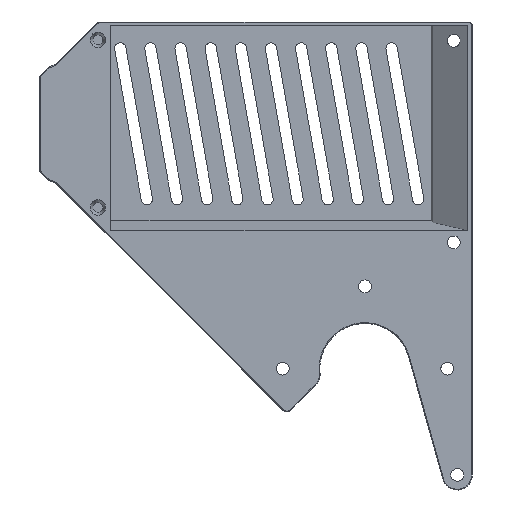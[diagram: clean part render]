
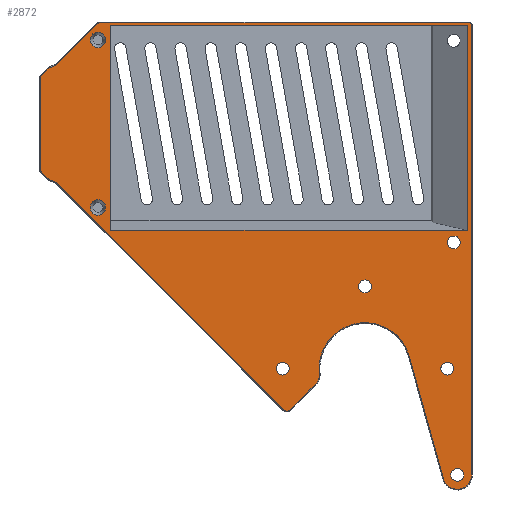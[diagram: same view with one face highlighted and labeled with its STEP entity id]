
A CAD part, front view. The second image highlights one B-rep face of the part: STEP entity #2872.
In plain terms, the highlighted planar face has unit normal (0, -1, 0).
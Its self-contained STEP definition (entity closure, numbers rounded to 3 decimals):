
#96=FACE_BOUND('',#306,.T.);
#97=FACE_BOUND('',#307,.T.);
#98=FACE_BOUND('',#308,.T.);
#99=FACE_BOUND('',#309,.T.);
#100=FACE_BOUND('',#310,.T.);
#101=FACE_BOUND('',#311,.T.);
#102=FACE_BOUND('',#312,.T.);
#103=FACE_BOUND('',#313,.T.);
#131=FACE_OUTER_BOUND('',#305,.T.);
#305=EDGE_LOOP('',(#1922,#1923,#1924,#1925,#1926,#1927,#1928,#1929,#1930,
#1931,#1932,#1933,#1934,#1935,#1936,#1937,#1938));
#306=EDGE_LOOP('',(#1939));
#307=EDGE_LOOP('',(#1940));
#308=EDGE_LOOP('',(#1941));
#309=EDGE_LOOP('',(#1942));
#310=EDGE_LOOP('',(#1943));
#311=EDGE_LOOP('',(#1944));
#312=EDGE_LOOP('',(#1945,#1946,#1947,#1948));
#313=EDGE_LOOP('',(#1949));
#514=CIRCLE('',#3061,1.3);
#515=CIRCLE('',#3062,3.8);
#516=CIRCLE('',#3063,12.2);
#517=CIRCLE('',#3064,3.8);
#518=CIRCLE('',#3065,0.8);
#519=CIRCLE('',#3066,0.8);
#520=CIRCLE('',#3067,1.7);
#521=CIRCLE('',#3068,1.7);
#522=CIRCLE('',#3069,1.7);
#523=CIRCLE('',#3070,1.7);
#524=CIRCLE('',#3071,2.05);
#525=CIRCLE('',#3072,2.05);
#526=CIRCLE('',#3073,1.7);
#631=LINE('',#4255,#935);
#632=LINE('',#4257,#936);
#633=LINE('',#4261,#937);
#634=LINE('',#4267,#938);
#635=LINE('',#4271,#939);
#636=LINE('',#4275,#940);
#637=LINE('',#4279,#941);
#638=LINE('',#4281,#942);
#639=LINE('',#4283,#943);
#640=LINE('',#4285,#944);
#641=LINE('',#4286,#945);
#642=LINE('',#4301,#946);
#643=LINE('',#4303,#947);
#644=LINE('',#4305,#948);
#645=LINE('',#4306,#949);
#935=VECTOR('',#3359,2.033);
#936=VECTOR('',#3360,85.227);
#937=VECTOR('',#3363,9.348);
#938=VECTOR('',#3368,33.745);
#939=VECTOR('',#3371,119.202);
#940=VECTOR('',#3374,97.907);
#941=VECTOR('',#3377,15.496);
#942=VECTOR('',#3378,2.033);
#943=VECTOR('',#3379,3.271);
#944=VECTOR('',#3380,25.034);
#945=VECTOR('',#3381,3.271);
#946=VECTOR('',#3394,54.502);
#947=VECTOR('',#3395,94.5);
#948=VECTOR('',#3396,54.502);
#949=VECTOR('',#3397,94.5);
#1239=VERTEX_POINT('',#4253);
#1240=VERTEX_POINT('',#4254);
#1241=VERTEX_POINT('',#4256);
#1242=VERTEX_POINT('',#4258);
#1243=VERTEX_POINT('',#4260);
#1244=VERTEX_POINT('',#4262);
#1245=VERTEX_POINT('',#4264);
#1246=VERTEX_POINT('',#4266);
#1247=VERTEX_POINT('',#4268);
#1248=VERTEX_POINT('',#4270);
#1249=VERTEX_POINT('',#4272);
#1250=VERTEX_POINT('',#4274);
#1251=VERTEX_POINT('',#4276);
#1252=VERTEX_POINT('',#4278);
#1253=VERTEX_POINT('',#4280);
#1254=VERTEX_POINT('',#4282);
#1255=VERTEX_POINT('',#4284);
#1256=VERTEX_POINT('',#4287);
#1257=VERTEX_POINT('',#4289);
#1258=VERTEX_POINT('',#4291);
#1259=VERTEX_POINT('',#4293);
#1260=VERTEX_POINT('',#4295);
#1261=VERTEX_POINT('',#4297);
#1262=VERTEX_POINT('',#4299);
#1263=VERTEX_POINT('',#4300);
#1264=VERTEX_POINT('',#4302);
#1265=VERTEX_POINT('',#4304);
#1266=VERTEX_POINT('',#4307);
#1496=EDGE_CURVE('',#1239,#1240,#631,.T.);
#1497=EDGE_CURVE('',#1239,#1241,#632,.T.);
#1498=EDGE_CURVE('',#1241,#1242,#514,.T.);
#1499=EDGE_CURVE('',#1242,#1243,#633,.T.);
#1500=EDGE_CURVE('',#1243,#1244,#515,.T.);
#1501=EDGE_CURVE('',#1244,#1245,#516,.T.);
#1502=EDGE_CURVE('',#1245,#1246,#634,.T.);
#1503=EDGE_CURVE('',#1246,#1247,#517,.T.);
#1504=EDGE_CURVE('',#1247,#1248,#635,.T.);
#1505=EDGE_CURVE('',#1248,#1249,#518,.T.);
#1506=EDGE_CURVE('',#1249,#1250,#636,.T.);
#1507=EDGE_CURVE('',#1250,#1251,#519,.T.);
#1508=EDGE_CURVE('',#1251,#1252,#637,.T.);
#1509=EDGE_CURVE('',#1253,#1252,#638,.T.);
#1510=EDGE_CURVE('',#1253,#1254,#639,.T.);
#1511=EDGE_CURVE('',#1254,#1255,#640,.T.);
#1512=EDGE_CURVE('',#1255,#1240,#641,.T.);
#1513=EDGE_CURVE('',#1256,#1256,#520,.T.);
#1514=EDGE_CURVE('',#1257,#1257,#521,.T.);
#1515=EDGE_CURVE('',#1258,#1258,#522,.T.);
#1516=EDGE_CURVE('',#1259,#1259,#523,.T.);
#1517=EDGE_CURVE('',#1260,#1260,#524,.T.);
#1518=EDGE_CURVE('',#1261,#1261,#525,.T.);
#1519=EDGE_CURVE('',#1262,#1263,#642,.T.);
#1520=EDGE_CURVE('',#1263,#1264,#643,.T.);
#1521=EDGE_CURVE('',#1264,#1265,#644,.T.);
#1522=EDGE_CURVE('',#1265,#1262,#645,.T.);
#1523=EDGE_CURVE('',#1266,#1266,#526,.T.);
#1922=ORIENTED_EDGE('',*,*,#1496,.F.);
#1923=ORIENTED_EDGE('',*,*,#1497,.T.);
#1924=ORIENTED_EDGE('',*,*,#1498,.T.);
#1925=ORIENTED_EDGE('',*,*,#1499,.T.);
#1926=ORIENTED_EDGE('',*,*,#1500,.T.);
#1927=ORIENTED_EDGE('',*,*,#1501,.T.);
#1928=ORIENTED_EDGE('',*,*,#1502,.T.);
#1929=ORIENTED_EDGE('',*,*,#1503,.T.);
#1930=ORIENTED_EDGE('',*,*,#1504,.T.);
#1931=ORIENTED_EDGE('',*,*,#1505,.T.);
#1932=ORIENTED_EDGE('',*,*,#1506,.T.);
#1933=ORIENTED_EDGE('',*,*,#1507,.T.);
#1934=ORIENTED_EDGE('',*,*,#1508,.T.);
#1935=ORIENTED_EDGE('',*,*,#1509,.F.);
#1936=ORIENTED_EDGE('',*,*,#1510,.T.);
#1937=ORIENTED_EDGE('',*,*,#1511,.T.);
#1938=ORIENTED_EDGE('',*,*,#1512,.T.);
#1939=ORIENTED_EDGE('',*,*,#1513,.T.);
#1940=ORIENTED_EDGE('',*,*,#1514,.T.);
#1941=ORIENTED_EDGE('',*,*,#1515,.T.);
#1942=ORIENTED_EDGE('',*,*,#1516,.T.);
#1943=ORIENTED_EDGE('',*,*,#1517,.T.);
#1944=ORIENTED_EDGE('',*,*,#1518,.T.);
#1945=ORIENTED_EDGE('',*,*,#1519,.T.);
#1946=ORIENTED_EDGE('',*,*,#1520,.T.);
#1947=ORIENTED_EDGE('',*,*,#1521,.T.);
#1948=ORIENTED_EDGE('',*,*,#1522,.T.);
#1949=ORIENTED_EDGE('',*,*,#1523,.T.);
#2774=PLANE('',#3060);
#2872=ADVANCED_FACE('',(#131,#96,#97,#98,#99,#100,#101,#102,#103),#2774,
 .F.);
#3060=AXIS2_PLACEMENT_3D('',#4252,#3357,#3358);
#3061=AXIS2_PLACEMENT_3D('',#4259,#3361,#3362);
#3062=AXIS2_PLACEMENT_3D('',#4263,#3364,#3365);
#3063=AXIS2_PLACEMENT_3D('',#4265,#3366,#3367);
#3064=AXIS2_PLACEMENT_3D('',#4269,#3369,#3370);
#3065=AXIS2_PLACEMENT_3D('',#4273,#3372,#3373);
#3066=AXIS2_PLACEMENT_3D('',#4277,#3375,#3376);
#3067=AXIS2_PLACEMENT_3D('',#4288,#3382,#3383);
#3068=AXIS2_PLACEMENT_3D('',#4290,#3384,#3385);
#3069=AXIS2_PLACEMENT_3D('',#4292,#3386,#3387);
#3070=AXIS2_PLACEMENT_3D('',#4294,#3388,#3389);
#3071=AXIS2_PLACEMENT_3D('',#4296,#3390,#3391);
#3072=AXIS2_PLACEMENT_3D('',#4298,#3392,#3393);
#3073=AXIS2_PLACEMENT_3D('',#4308,#3398,#3399);
#3357=DIRECTION('center_axis',(0.,1.,0.));
#3358=DIRECTION('ref_axis',(-1.,0.,0.));
#3359=DIRECTION('',(-0.924,0.,0.383));
#3360=DIRECTION('',(0.707,0.,-0.707));
#3361=DIRECTION('center_axis',(0.,-1.,0.));
#3362=DIRECTION('ref_axis',(-0.707,0.,-0.707));
#3363=DIRECTION('',(0.707,0.,0.707));
#3364=DIRECTION('center_axis',(0.,-1.,0.));
#3365=DIRECTION('ref_axis',(0.707,0.,-0.707));
#3366=DIRECTION('center_axis',(0.,1.,0.));
#3367=DIRECTION('ref_axis',(-0.995,0.,-0.098));
#3368=DIRECTION('',(0.269,0.,-0.963));
#3369=DIRECTION('center_axis',(0.,-1.,0.));
#3370=DIRECTION('ref_axis',(-0.963,0.,-0.269));
#3371=DIRECTION('',(0.,0.,1.));
#3372=DIRECTION('center_axis',(0.,-1.,0.));
#3373=DIRECTION('ref_axis',(1.,0.,0.));
#3374=DIRECTION('',(-1.,0.,0.));
#3375=DIRECTION('center_axis',(0.,-1.,0.));
#3376=DIRECTION('ref_axis',(0.,0.,1.));
#3377=DIRECTION('',(-0.707,0.,-0.707));
#3378=DIRECTION('',(0.924,0.,0.383));
#3379=DIRECTION('',(-0.707,0.,-0.707));
#3380=DIRECTION('',(0.,0.,-1.));
#3381=DIRECTION('',(0.707,0.,-0.707));
#3382=DIRECTION('center_axis',(0.,1.,0.));
#3383=DIRECTION('ref_axis',(1.,0.,0.));
#3384=DIRECTION('center_axis',(0.,1.,0.));
#3385=DIRECTION('ref_axis',(-1.,0.,0.));
#3386=DIRECTION('center_axis',(0.,1.,0.));
#3387=DIRECTION('ref_axis',(0.,0.,1.));
#3388=DIRECTION('center_axis',(0.,1.,0.));
#3389=DIRECTION('ref_axis',(0.,0.,1.));
#3390=DIRECTION('center_axis',(0.,1.,0.));
#3391=DIRECTION('ref_axis',(-1.,0.,0.));
#3392=DIRECTION('center_axis',(0.,1.,0.));
#3393=DIRECTION('ref_axis',(-1.,0.,0.));
#3394=DIRECTION('',(0.,0.,-1.));
#3395=DIRECTION('',(-1.,0.,0.));
#3396=DIRECTION('',(0.,0.,1.));
#3397=DIRECTION('',(1.,0.,0.));
#3398=DIRECTION('center_axis',(0.,1.,0.));
#3399=DIRECTION('ref_axis',(0.,0.,1.));
#4252=CARTESIAN_POINT('Origin',(0.,15.,0.));
#4253=CARTESIAN_POINT('',(-125.53,15.,-15.608));
#4254=CARTESIAN_POINT('',(-127.408,15.,-14.83));
#4255=CARTESIAN_POINT('',(-125.53,15.,-15.608));
#4256=CARTESIAN_POINT('',(-65.266,15.,-75.873));
#4257=CARTESIAN_POINT('',(-125.53,15.,-15.608));
#4258=CARTESIAN_POINT('',(-63.427,15.,-75.873));
#4259=CARTESIAN_POINT('Origin',(-64.347,15.,-74.953));
#4260=CARTESIAN_POINT('',(-56.817,15.,-69.262));
#4261=CARTESIAN_POINT('',(-63.427,15.,-75.873));
#4262=CARTESIAN_POINT('',(-55.723,15.,-66.201));
#4263=CARTESIAN_POINT('Origin',(-59.504,15.,-66.575));
#4264=CARTESIAN_POINT('',(-31.831,15.,-61.721));
#4265=CARTESIAN_POINT('Origin',(-43.582,15.,-65.));
#4266=CARTESIAN_POINT('',(-22.76,15.,-94.223));
#4267=CARTESIAN_POINT('',(-31.831,15.,-61.721));
#4268=CARTESIAN_POINT('',(-15.3,15.,-93.202));
#4269=CARTESIAN_POINT('Origin',(-19.1,15.,-93.202));
#4270=CARTESIAN_POINT('',(-15.3,15.,26.));
#4271=CARTESIAN_POINT('',(-15.3,15.,-93.202));
#4272=CARTESIAN_POINT('',(-16.1,15.,26.8));
#4273=CARTESIAN_POINT('Origin',(-16.1,15.,26.));
#4274=CARTESIAN_POINT('',(-114.007,15.,26.8));
#4275=CARTESIAN_POINT('',(-16.1,15.,26.8));
#4276=CARTESIAN_POINT('',(-114.573,15.,26.566));
#4277=CARTESIAN_POINT('Origin',(-114.007,15.,26.));
#4278=CARTESIAN_POINT('',(-125.53,15.,15.608));
#4279=CARTESIAN_POINT('',(-114.573,15.,26.566));
#4280=CARTESIAN_POINT('',(-127.408,15.,14.83));
#4281=CARTESIAN_POINT('',(-127.408,15.,14.83));
#4282=CARTESIAN_POINT('',(-129.721,15.,12.517));
#4283=CARTESIAN_POINT('',(-127.408,15.,14.83));
#4284=CARTESIAN_POINT('',(-129.721,15.,-12.517));
#4285=CARTESIAN_POINT('',(-129.721,15.,12.517));
#4286=CARTESIAN_POINT('',(-129.721,15.,-12.517));
#4287=CARTESIAN_POINT('',(-23.448,15.,-65.));
#4288=CARTESIAN_POINT('Origin',(-21.748,15.,-65.));
#4289=CARTESIAN_POINT('',(-63.716,15.,-65.));
#4290=CARTESIAN_POINT('Origin',(-65.416,15.,-65.));
#4291=CARTESIAN_POINT('',(-19.1,15.,-94.902));
#4292=CARTESIAN_POINT('Origin',(-19.1,15.,-93.202));
#4293=CARTESIAN_POINT('',(-20.,15.,-33.2));
#4294=CARTESIAN_POINT('Origin',(-20.,15.,-31.5));
#4295=CARTESIAN_POINT('',(-114.45,15.,24.3));
#4296=CARTESIAN_POINT('Origin',(-114.45,15.,22.25));
#4297=CARTESIAN_POINT('',(-114.45,15.,-20.2));
#4298=CARTESIAN_POINT('Origin',(-114.45,15.,-22.25));
#4299=CARTESIAN_POINT('',(-16.5,15.,26.198));
#4300=CARTESIAN_POINT('',(-16.5,15.,-28.304));
#4301=CARTESIAN_POINT('',(-16.5,15.,26.198));
#4302=CARTESIAN_POINT('',(-111.,15.,-28.304));
#4303=CARTESIAN_POINT('',(-16.5,15.,-28.304));
#4304=CARTESIAN_POINT('',(-111.,15.,26.198));
#4305=CARTESIAN_POINT('',(-111.,15.,-28.304));
#4306=CARTESIAN_POINT('',(-111.,15.,26.198));
#4307=CARTESIAN_POINT('',(-43.582,15.,-44.866));
#4308=CARTESIAN_POINT('Origin',(-43.582,15.,-43.166));
